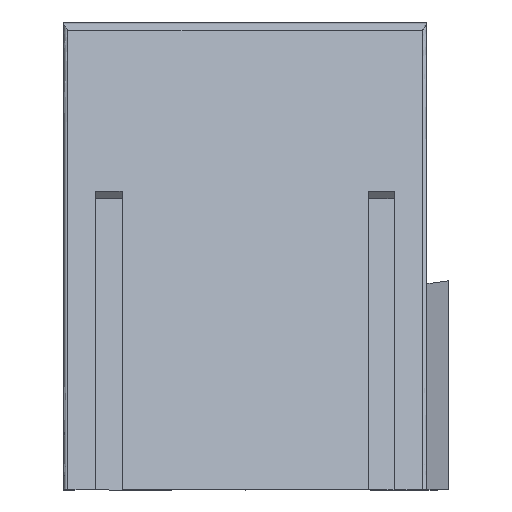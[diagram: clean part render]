
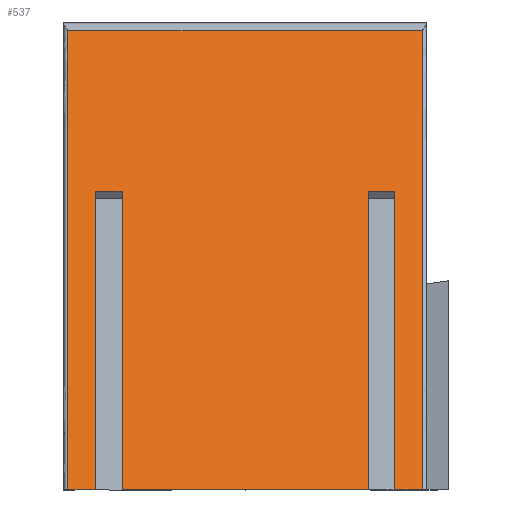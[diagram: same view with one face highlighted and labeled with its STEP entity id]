
A CAD part, front view. The second image highlights one B-rep face of the part: STEP entity #537.
In plain terms, the highlighted free-form (B-spline) face has degree [1, 1] with [2, 2] control points.
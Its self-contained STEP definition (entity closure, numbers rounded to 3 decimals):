
#47 = VERTEX_POINT('',#48);
#48 = CARTESIAN_POINT('',(-49.249,46.42,
    127.538));
#61 = EDGE_CURVE('',#62,#47,#64,.T.);
#62 = VERTEX_POINT('',#63);
#63 = CARTESIAN_POINT('',(49.249,46.42,
    127.538));
#64 = B_SPLINE_CURVE_WITH_KNOTS('',1,(#65,#66),.UNSPECIFIED.,.F.,.F.,(2,
    2),(1.,79.),.PIECEWISE_BEZIER_KNOTS.);
#65 = CARTESIAN_POINT('',(49.249,46.42,
    127.538));
#66 = CARTESIAN_POINT('',(-49.249,46.42,
    127.538));
#537 = ADVANCED_FACE('',(#538),#616,.F.);
#538 = FACE_BOUND('',#539,.T.);
#539 = EDGE_LOOP('',(#540,#547,#548,#555,#562,#569,#576,#583,#590,#597,
    #604,#611));
#540 = ORIENTED_EDGE('',*,*,#541,.T.);
#541 = EDGE_CURVE('',#542,#62,#544,.T.);
#542 = VERTEX_POINT('',#543);
#543 = CARTESIAN_POINT('',(49.249,0.,0.));
#544 = B_SPLINE_CURVE_WITH_KNOTS('',1,(#545,#546),.UNSPECIFIED.,.F.,.F.,
  (2,2),(-110.478,-3.),.PIECEWISE_BEZIER_KNOTS.);
#545 = CARTESIAN_POINT('',(49.249,0.,0.));
#546 = CARTESIAN_POINT('',(49.249,46.42,
    127.538));
#547 = ORIENTED_EDGE('',*,*,#61,.T.);
#548 = ORIENTED_EDGE('',*,*,#549,.T.);
#549 = EDGE_CURVE('',#47,#550,#552,.T.);
#550 = VERTEX_POINT('',#551);
#551 = CARTESIAN_POINT('',(-49.249,0.,0.));
#552 = B_SPLINE_CURVE_WITH_KNOTS('',1,(#553,#554),.UNSPECIFIED.,.F.,.F.,
  (2,2),(-107.478,0.),.PIECEWISE_BEZIER_KNOTS.);
#553 = CARTESIAN_POINT('',(-49.249,46.42,
    127.538));
#554 = CARTESIAN_POINT('',(-49.249,0.,
    0.));
#555 = ORIENTED_EDGE('',*,*,#556,.F.);
#556 = EDGE_CURVE('',#557,#550,#559,.T.);
#557 = VERTEX_POINT('',#558);
#558 = CARTESIAN_POINT('',(-41.583,0.,0.));
#559 = B_SPLINE_CURVE_WITH_KNOTS('',1,(#560,#561),.UNSPECIFIED.,.F.,.F.,
  (2,2),(72.929,79.),.PIECEWISE_BEZIER_KNOTS.);
#560 = CARTESIAN_POINT('',(-41.583,0.,0.));
#561 = CARTESIAN_POINT('',(-49.249,0.,0.));
#562 = ORIENTED_EDGE('',*,*,#563,.F.);
#563 = EDGE_CURVE('',#564,#557,#566,.T.);
#564 = VERTEX_POINT('',#565);
#565 = CARTESIAN_POINT('',(-41.583,30.233,
    83.065));
#566 = B_SPLINE_CURVE_WITH_KNOTS('',1,(#567,#568),.UNSPECIFIED.,.F.,.F.,
  (2,2),(-0.,70.),.PIECEWISE_BEZIER_KNOTS.);
#567 = CARTESIAN_POINT('',(-41.583,30.233,
    83.065));
#568 = CARTESIAN_POINT('',(-41.583,0.,0.));
#569 = ORIENTED_EDGE('',*,*,#570,.F.);
#570 = EDGE_CURVE('',#571,#564,#573,.T.);
#571 = VERTEX_POINT('',#572);
#572 = CARTESIAN_POINT('',(-34.185,30.233,
    83.065));
#573 = B_SPLINE_CURVE_WITH_KNOTS('',1,(#574,#575),.UNSPECIFIED.,.F.,.F.,
  (2,2),(0.,5.858),.PIECEWISE_BEZIER_KNOTS.);
#574 = CARTESIAN_POINT('',(-34.185,30.233,
    83.065));
#575 = CARTESIAN_POINT('',(-41.583,30.233,
    83.065));
#576 = ORIENTED_EDGE('',*,*,#577,.T.);
#577 = EDGE_CURVE('',#571,#578,#580,.T.);
#578 = VERTEX_POINT('',#579);
#579 = CARTESIAN_POINT('',(-34.185,0.,0.));
#580 = B_SPLINE_CURVE_WITH_KNOTS('',1,(#581,#582),.UNSPECIFIED.,.F.,.F.,
  (2,2),(-0.,70.),.PIECEWISE_BEZIER_KNOTS.);
#581 = CARTESIAN_POINT('',(-34.185,30.233,
    83.065));
#582 = CARTESIAN_POINT('',(-34.185,0.,0.));
#583 = ORIENTED_EDGE('',*,*,#584,.F.);
#584 = EDGE_CURVE('',#585,#578,#587,.T.);
#585 = VERTEX_POINT('',#586);
#586 = CARTESIAN_POINT('',(34.185,0.,0.));
#587 = B_SPLINE_CURVE_WITH_KNOTS('',1,(#588,#589),.UNSPECIFIED.,.F.,.F.,
  (2,2),(12.929,67.071),.PIECEWISE_BEZIER_KNOTS.);
#588 = CARTESIAN_POINT('',(34.185,0.,0.));
#589 = CARTESIAN_POINT('',(-34.185,0.,0.));
#590 = ORIENTED_EDGE('',*,*,#591,.F.);
#591 = EDGE_CURVE('',#592,#585,#594,.T.);
#592 = VERTEX_POINT('',#593);
#593 = CARTESIAN_POINT('',(34.185,30.233,
    83.065));
#594 = B_SPLINE_CURVE_WITH_KNOTS('',1,(#595,#596),.UNSPECIFIED.,.F.,.F.,
  (2,2),(-0.,70.),.PIECEWISE_BEZIER_KNOTS.);
#595 = CARTESIAN_POINT('',(34.185,30.233,
    83.065));
#596 = CARTESIAN_POINT('',(34.185,0.,0.));
#597 = ORIENTED_EDGE('',*,*,#598,.F.);
#598 = EDGE_CURVE('',#599,#592,#601,.T.);
#599 = VERTEX_POINT('',#600);
#600 = CARTESIAN_POINT('',(41.583,30.233,
    83.065));
#601 = B_SPLINE_CURVE_WITH_KNOTS('',1,(#602,#603),.UNSPECIFIED.,.F.,.F.,
  (2,2),(-5.858,-0.),.PIECEWISE_BEZIER_KNOTS.);
#602 = CARTESIAN_POINT('',(41.583,30.233,
    83.065));
#603 = CARTESIAN_POINT('',(34.185,30.233,
    83.065));
#604 = ORIENTED_EDGE('',*,*,#605,.T.);
#605 = EDGE_CURVE('',#599,#606,#608,.T.);
#606 = VERTEX_POINT('',#607);
#607 = CARTESIAN_POINT('',(41.583,0.,0.));
#608 = B_SPLINE_CURVE_WITH_KNOTS('',1,(#609,#610),.UNSPECIFIED.,.F.,.F.,
  (2,2),(-0.,70.),.PIECEWISE_BEZIER_KNOTS.);
#609 = CARTESIAN_POINT('',(41.583,30.233,
    83.065));
#610 = CARTESIAN_POINT('',(41.583,0.,0.));
#611 = ORIENTED_EDGE('',*,*,#612,.F.);
#612 = EDGE_CURVE('',#542,#606,#613,.T.);
#613 = B_SPLINE_CURVE_WITH_KNOTS('',1,(#614,#615),.UNSPECIFIED.,.F.,.F.,
  (2,2),(1.,7.071),.PIECEWISE_BEZIER_KNOTS.);
#614 = CARTESIAN_POINT('',(49.249,0.,0.));
#615 = CARTESIAN_POINT('',(41.583,0.,0.));
#616 = B_SPLINE_SURFACE_WITH_KNOTS('',1,1,(
    (#617,#618)
    ,(#619,#620
    )),.UNSPECIFIED.,.F.,.F.,.F.,(2,2),(2,2),(-110.478,-3.),(-79.
    ,-1.),.PIECEWISE_BEZIER_KNOTS.);
#617 = CARTESIAN_POINT('',(-49.249,0.,0.));
#618 = CARTESIAN_POINT('',(49.249,0.,0.));
#619 = CARTESIAN_POINT('',(-49.249,46.42,
    127.538));
#620 = CARTESIAN_POINT('',(49.249,46.42,
    127.538));
